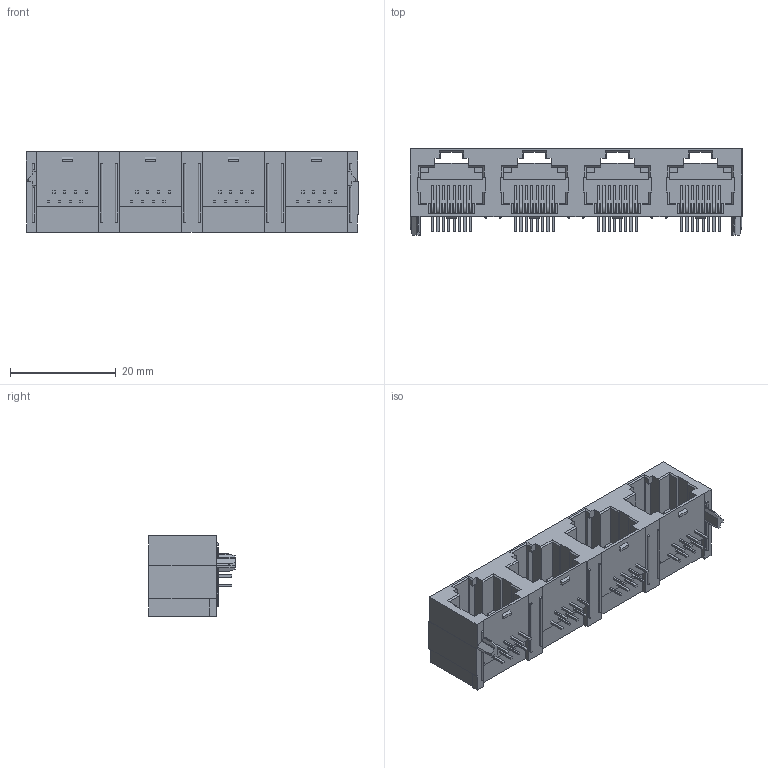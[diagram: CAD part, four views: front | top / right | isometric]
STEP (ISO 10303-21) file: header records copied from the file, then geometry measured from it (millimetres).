
FILE_DESCRIPTION((''),'2;1');
FILE_NAME('C-5406528-1','2008-07-30T',('workeradm'),('Tyco Electronics Corporation'),'PRO/ENGINEER BY PARAMETRIC TECHNOLOGY CORPORATION, 2005450','PRO/ENGINEER BY PARAMETRIC TECHNOLOGY CORPORATION, 2005450','');
FILE_SCHEMA(('CONFIG_CONTROL_DESIGN', 'GEOMETRIC_VALIDATION_PROPERTIES_MIM'));
Length unit declared in the file: millimetre
Products named in the file (1): C-5406528-1
Bounding box: 62.89 x 16.38 x 15.24 mm (x, y, z)
Volume: 7358.3 mm3; surface area: 7253.6 mm2
Topology: 1 solids, 1 shells, 980 faces, 2878 edges, 1910 vertices
Faces by surface type: plane 900, cylinder 80
Entity records: 32369 total; most frequent: CARTESIAN_POINT 5853, ORIENTED_EDGE 5756, DIRECTION 5034, EDGE_CURVE 2878, VECTOR 2646, LINE 2646, VERTEX_POINT 1910, AXIS2_PLACEMENT_3D 1194
